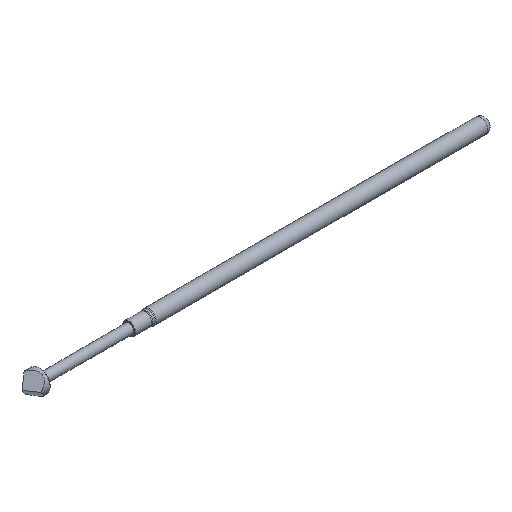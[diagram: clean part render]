
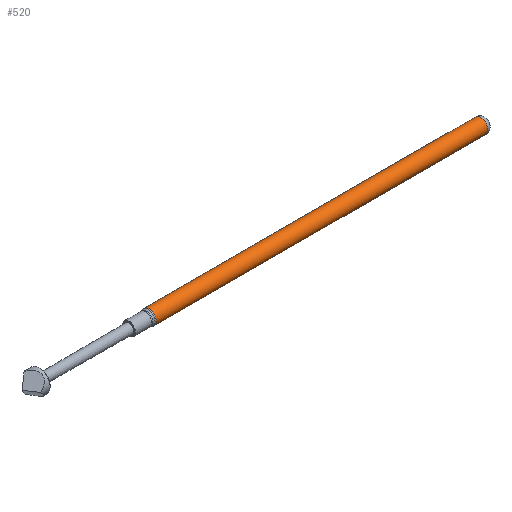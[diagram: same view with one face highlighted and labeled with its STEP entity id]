
A CAD part, isometric view. The second image highlights one B-rep face of the part: STEP entity #520.
In plain terms, the highlighted cylindrical face has radius 0.51 mm (diameter 1.021 mm), a full revolution.
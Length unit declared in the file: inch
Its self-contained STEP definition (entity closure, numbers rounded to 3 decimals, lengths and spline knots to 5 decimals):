
#2 = VERTEX_POINT ( 'NONE', #514 ) ;
#47 = DIRECTION ( 'NONE',  ( 0., 0., -1. ) ) ;
#48 = CIRCLE ( 'NONE', #455, 0.0201 ) ;
#79 = EDGE_CURVE ( 'NONE', #2, #2, #48, .T. ) ;
#114 = CARTESIAN_POINT ( 'NONE',  ( 0.98552, 0., 0. ) ) ;
#148 = EDGE_LOOP ( 'NONE', ( #209 ) ) ;
#155 = EDGE_CURVE ( 'NONE', #567, #567, #738, .T. ) ;
#197 = CARTESIAN_POINT ( 'NONE',  ( 0.98552, 0., -0.0201 ) ) ;
#209 = ORIENTED_EDGE ( 'NONE', *, *, #155, .T. ) ;
#218 = DIRECTION ( 'NONE',  ( 0., 0., -1. ) ) ;
#259 = EDGE_LOOP ( 'NONE', ( #816 ) ) ;
#266 = CARTESIAN_POINT ( 'NONE',  ( 0., 0., 0. ) ) ;
#269 = DIRECTION ( 'NONE',  ( 0., 0., -1. ) ) ;
#335 = CYLINDRICAL_SURFACE ( 'NONE', #765, 0.0201 ) ;
#405 = DIRECTION ( 'NONE',  ( -1., 0., 0. ) ) ;
#455 = AXIS2_PLACEMENT_3D ( 'NONE', #777, #405, #218 ) ;
#514 = CARTESIAN_POINT ( 'NONE',  ( 0.056, 0., -0.0201 ) ) ;
#520 = ADVANCED_FACE ( 'NONE', ( #644, #780 ), #335, .T. ) ;
#567 = VERTEX_POINT ( 'NONE', #197 ) ;
#644 = FACE_OUTER_BOUND ( 'NONE', #148, .T. ) ;
#738 = CIRCLE ( 'NONE', #778, 0.0201 ) ;
#765 = AXIS2_PLACEMENT_3D ( 'NONE', #266, #773, #269 ) ;
#773 = DIRECTION ( 'NONE',  ( -1., 0., 0. ) ) ;
#777 = CARTESIAN_POINT ( 'NONE',  ( 0.056, 0., 0. ) ) ;
#778 = AXIS2_PLACEMENT_3D ( 'NONE', #114, #806, #47 ) ;
#780 = FACE_OUTER_BOUND ( 'NONE', #259, .T. ) ;
#806 = DIRECTION ( 'NONE',  ( -1., 0., 0. ) ) ;
#816 = ORIENTED_EDGE ( 'NONE', *, *, #79, .F. ) ;
